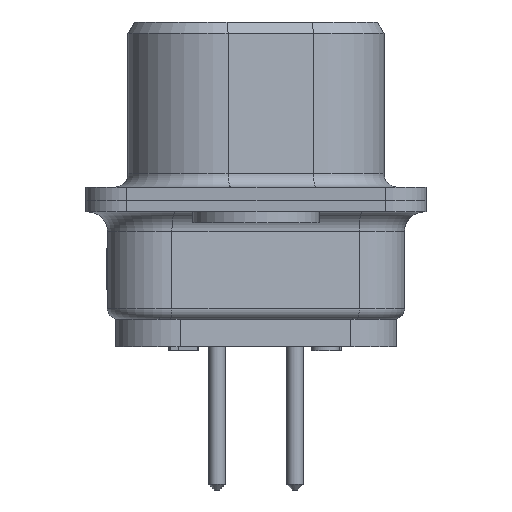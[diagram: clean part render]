
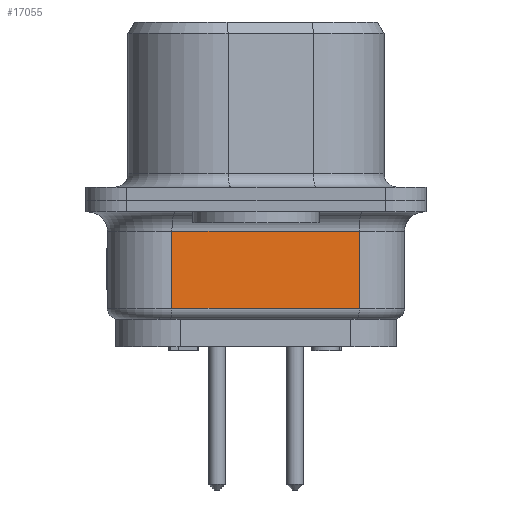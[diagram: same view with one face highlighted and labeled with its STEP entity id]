
A CAD part, left-side view. The second image highlights one B-rep face of the part: STEP entity #17055.
In plain terms, the highlighted planar face has unit normal (-0.985, -0.174, 0).
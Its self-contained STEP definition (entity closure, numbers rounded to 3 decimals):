
#1097=LINE('',#29450,#2545);
#1098=LINE('',#29453,#2546);
#1099=LINE('',#29455,#2547);
#1100=LINE('',#29457,#2548);
#2545=VECTOR('',#22122,1000.);
#2546=VECTOR('',#22123,1000.);
#2547=VECTOR('',#22124,1000.);
#2548=VECTOR('',#22125,1000.);
#5845=ORIENTED_EDGE('',*,*,#9840,.F.);
#5846=ORIENTED_EDGE('',*,*,#9841,.F.);
#5847=ORIENTED_EDGE('',*,*,#9842,.F.);
#5848=ORIENTED_EDGE('',*,*,#9843,.T.);
#9840=EDGE_CURVE('',#12001,#12002,#1097,.T.);
#9841=EDGE_CURVE('',#12003,#12001,#1098,.T.);
#9842=EDGE_CURVE('',#12004,#12003,#1099,.T.);
#9843=EDGE_CURVE('',#12004,#12002,#1100,.T.);
#12001=VERTEX_POINT('',#29451);
#12002=VERTEX_POINT('',#29452);
#12003=VERTEX_POINT('',#29454);
#12004=VERTEX_POINT('',#29456);
#13711=EDGE_LOOP('',(#5845,#5846,#5847,#5848));
#15154=FACE_BOUND('',#13711,.T.);
#16253=PLANE('',#19490);
#17055=ADVANCED_FACE('',(#15154),#16253,.T.);
#19490=AXIS2_PLACEMENT_3D('',#29449,#22120,#22121);
#22120=DIRECTION('',(-0.985,-0.174,0.));
#22121=DIRECTION('',(0.,0.,1.));
#22122=DIRECTION('',(-0.174,0.985,0.));
#22123=DIRECTION('',(0.,0.,-1.));
#22124=DIRECTION('',(0.174,-0.985,0.));
#22125=DIRECTION('',(0.,0.,-1.));
#29449=CARTESIAN_POINT('',(-28.82,3.053,0.));
#29450=CARTESIAN_POINT('',(-28.371,0.51,-3.9));
#29451=CARTESIAN_POINT('',(-27.621,-3.747,-3.9));
#29452=CARTESIAN_POINT('',(-28.82,3.053,-3.9));
#29453=CARTESIAN_POINT('',(-27.621,-3.747,0.));
#29454=CARTESIAN_POINT('',(-27.621,-3.747,-1.1));
#29455=CARTESIAN_POINT('',(-27.855,-2.416,-1.1));
#29456=CARTESIAN_POINT('',(-28.82,3.053,-1.1));
#29457=CARTESIAN_POINT('',(-28.82,3.053,0.));
